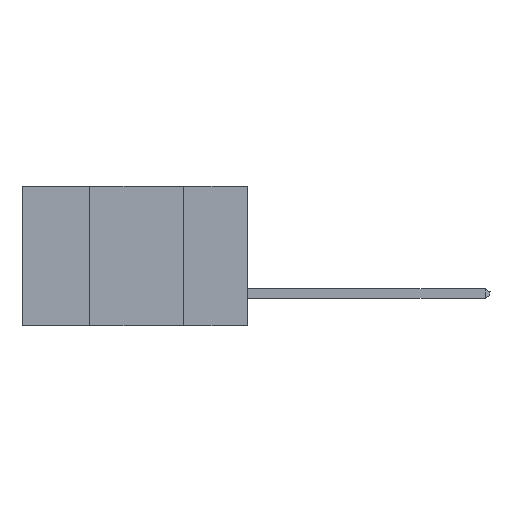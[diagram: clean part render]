
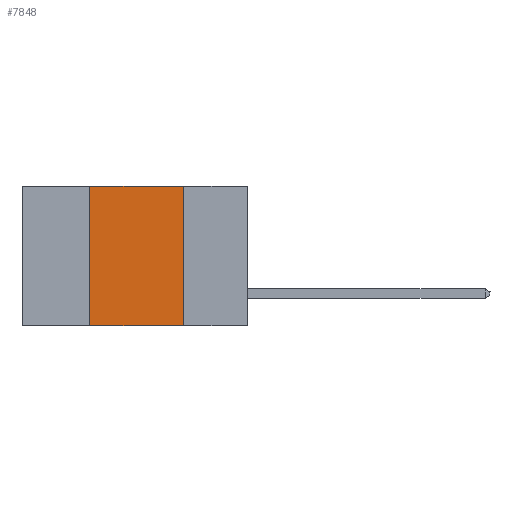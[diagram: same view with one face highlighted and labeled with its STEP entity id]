
A CAD part, left-side view. The second image highlights one B-rep face of the part: STEP entity #7848.
In plain terms, the highlighted planar face has unit normal (-1, 0, 0).
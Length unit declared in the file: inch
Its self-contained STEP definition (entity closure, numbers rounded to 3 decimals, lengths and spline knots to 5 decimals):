
#253 = FACE_OUTER_BOUND ( 'NONE', #2630, .T. ) ;
#1566 = LINE ( 'NONE', #9543, #10507 ) ;
#1570 = ORIENTED_EDGE ( 'NONE', *, *, #7060, .T. ) ;
#1684 = CARTESIAN_POINT ( 'NONE',  ( 0., 0.6, 0. ) ) ;
#1946 = PLANE ( 'NONE',  #12590 ) ;
#2312 = DIRECTION ( 'NONE',  ( 0., 0., -1. ) ) ;
#2407 = CARTESIAN_POINT ( 'NONE',  ( 0., 0.17, -0.37 ) ) ;
#2630 = EDGE_LOOP ( 'NONE', ( #12884, #8348, #3713, #1570 ) ) ;
#2728 = DIRECTION ( 'NONE',  ( 0., -1., 0. ) ) ;
#3713 = ORIENTED_EDGE ( 'NONE', *, *, #8175, .F. ) ;
#3729 = VERTEX_POINT ( 'NONE', #13826 ) ;
#4125 = EDGE_CURVE ( 'NONE', #16193, #12813, #1566, .T. ) ;
#4669 = DIRECTION ( 'NONE',  ( 0., -1., 0. ) ) ;
#6534 = CARTESIAN_POINT ( 'NONE',  ( 0., 0.17, 0. ) ) ;
#7060 = EDGE_CURVE ( 'NONE', #3729, #8108, #10050, .T. ) ;
#7176 = VECTOR ( 'NONE', #16132, 39.37008 ) ;
#7848 = ADVANCED_FACE ( 'NONE', ( #253 ), #1946, .F. ) ;
#8038 = CARTESIAN_POINT ( 'NONE',  ( 0., 0.17, -0.37 ) ) ;
#8108 = VERTEX_POINT ( 'NONE', #8038 ) ;
#8175 = EDGE_CURVE ( 'NONE', #3729, #16193, #10990, .T. ) ;
#8348 = ORIENTED_EDGE ( 'NONE', *, *, #4125, .F. ) ;
#9387 = LINE ( 'NONE', #2407, #16327 ) ;
#9543 = CARTESIAN_POINT ( 'NONE',  ( 0., 0.6, 0. ) ) ;
#10050 = LINE ( 'NONE', #15280, #17118 ) ;
#10507 = VECTOR ( 'NONE', #2728, 39.37008 ) ;
#10990 = LINE ( 'NONE', #12377, #7176 ) ;
#11346 = DIRECTION ( 'NONE',  ( 1., 0., 0. ) ) ;
#12377 = CARTESIAN_POINT ( 'NONE',  ( 0., 0.42, -0.37 ) ) ;
#12590 = AXIS2_PLACEMENT_3D ( 'NONE', #1684, #11346, #12772 ) ;
#12772 = DIRECTION ( 'NONE',  ( 0., 0., -1. ) ) ;
#12813 = VERTEX_POINT ( 'NONE', #6534 ) ;
#12884 = ORIENTED_EDGE ( 'NONE', *, *, #17209, .F. ) ;
#13826 = CARTESIAN_POINT ( 'NONE',  ( 0., 0.42, -0.37 ) ) ;
#15280 = CARTESIAN_POINT ( 'NONE',  ( 0., 0.6, -0.37 ) ) ;
#15835 = CARTESIAN_POINT ( 'NONE',  ( 0., 0.42, 0. ) ) ;
#16132 = DIRECTION ( 'NONE',  ( 0., 0., 1. ) ) ;
#16193 = VERTEX_POINT ( 'NONE', #15835 ) ;
#16327 = VECTOR ( 'NONE', #2312, 39.37008 ) ;
#17118 = VECTOR ( 'NONE', #4669, 39.37008 ) ;
#17209 = EDGE_CURVE ( 'NONE', #12813, #8108, #9387, .T. ) ;
